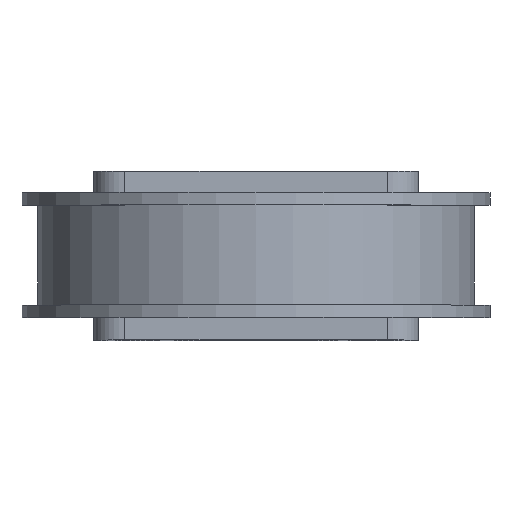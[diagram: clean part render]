
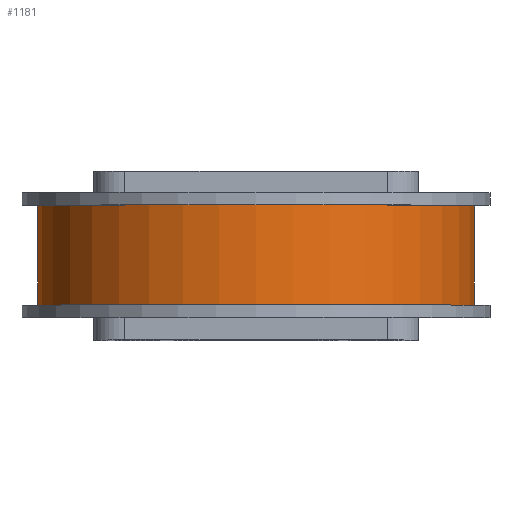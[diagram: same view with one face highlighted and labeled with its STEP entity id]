
A CAD part, top view. The second image highlights one B-rep face of the part: STEP entity #1181.
In plain terms, the highlighted cylindrical face has radius 35 mm (diameter 70 mm), a partial arc.
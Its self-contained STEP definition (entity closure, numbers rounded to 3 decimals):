
#1181=ADVANCED_FACE('',(#2637),#2638,.T.);
#2637=FACE_OUTER_BOUND('',#4368,.T.);
#2638=CYLINDRICAL_SURFACE('',#4369,35.0);
#4368=EDGE_LOOP('',(#7899,#7900,#7901,#7902));
#4369=AXIS2_PLACEMENT_3D('',#7903,#7904,#7905);
#7899=ORIENTED_EDGE('',*,*,#11338,.T.);
#7900=ORIENTED_EDGE('',*,*,#11343,.F.);
#7901=ORIENTED_EDGE('',*,*,#11327,.T.);
#7902=ORIENTED_EDGE('',*,*,#11344,.T.);
#7903=CARTESIAN_POINT('',(0.0,-13.5,96.5));
#7904=DIRECTION('',(0.0,-1.0,0.0));
#7905=DIRECTION('',(1.0,0.0,0.0));
#11327=EDGE_CURVE('',#13860,#13858,#13861,.T.);
#11338=EDGE_CURVE('',#13880,#13878,#13881,.T.);
#11343=EDGE_CURVE('',#13860,#13878,#13888,.T.);
#11344=EDGE_CURVE('',#13858,#13880,#13889,.T.);
#13858=VERTEX_POINT('',#17348);
#13860=VERTEX_POINT('',#17351);
#13861=LINE('',#17352,#17353);
#13878=VERTEX_POINT('',#17377);
#13880=VERTEX_POINT('',#17380);
#13881=LINE('',#17381,#17382);
#13888=CIRCLE('',#17392,35.0);
#13889=CIRCLE('',#17393,35.0);
#17348=CARTESIAN_POINT('',(34.968,-5.5,98.0));
#17351=CARTESIAN_POINT('',(34.968,-21.5,98.0));
#17352=CARTESIAN_POINT('',(34.968,-13.5,98.0));
#17353=VECTOR('',#20490,1.0);
#17377=CARTESIAN_POINT('',(-34.968,-21.5,98.0));
#17380=CARTESIAN_POINT('',(-34.968,-5.5,98.0));
#17381=CARTESIAN_POINT('',(-34.968,-13.5,98.0));
#17382=VECTOR('',#20502,1.0);
#17392=AXIS2_PLACEMENT_3D('',#20506,#20507,#20508);
#17393=AXIS2_PLACEMENT_3D('',#20509,#20510,#20511);
#20490=DIRECTION('',(-0.0,1.0,-0.0));
#20502=DIRECTION('',(0.0,-1.0,0.0));
#20506=CARTESIAN_POINT('',(0.0,-21.5,96.5));
#20507=DIRECTION('',(0.0,-1.0,0.0));
#20508=DIRECTION('',(1.0,0.0,0.0));
#20509=CARTESIAN_POINT('',(0.0,-5.5,96.5));
#20510=DIRECTION('',(0.0,-1.0,0.0));
#20511=DIRECTION('',(1.0,0.0,0.0));
